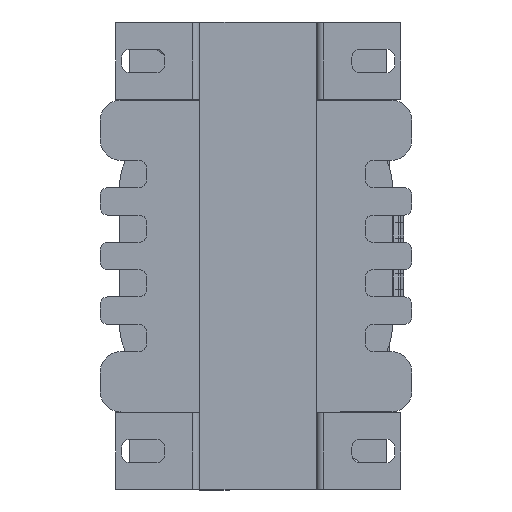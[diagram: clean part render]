
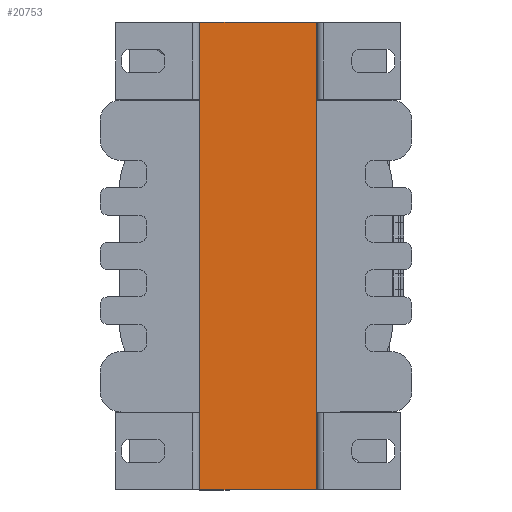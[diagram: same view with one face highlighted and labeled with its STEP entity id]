
A CAD part, front view. The second image highlights one B-rep face of the part: STEP entity #20753.
In plain terms, the highlighted planar face has unit normal (0, -1, 0).
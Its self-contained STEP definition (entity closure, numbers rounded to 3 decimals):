
#2104=FACE_OUTER_BOUND('',#3225,.T.);
#3225=EDGE_LOOP('',(#14008,#14009,#14010,#14011));
#4443=LINE('',#30114,#6747);
#4444=LINE('',#30117,#6748);
#4445=LINE('',#30119,#6749);
#4446=LINE('',#30120,#6750);
#6747=VECTOR('',#24151,10.);
#6748=VECTOR('',#24154,10.);
#6749=VECTOR('',#24155,10.);
#6750=VECTOR('',#24156,10.);
#9044=VERTEX_POINT('',#30107);
#9047=VERTEX_POINT('',#30112);
#9048=VERTEX_POINT('',#30116);
#9049=VERTEX_POINT('',#30118);
#10997=EDGE_CURVE('',#9044,#9047,#4443,.T.);
#10998=EDGE_CURVE('',#9048,#9044,#4444,.T.);
#10999=EDGE_CURVE('',#9049,#9047,#4445,.T.);
#11000=EDGE_CURVE('',#9048,#9049,#4446,.T.);
#14008=ORIENTED_EDGE('',*,*,#10998,.T.);
#14009=ORIENTED_EDGE('',*,*,#10997,.T.);
#14010=ORIENTED_EDGE('',*,*,#10999,.F.);
#14011=ORIENTED_EDGE('',*,*,#11000,.F.);
#19961=PLANE('',#22270);
#20753=ADVANCED_FACE('',(#2104),#19961,.T.);
#22270=AXIS2_PLACEMENT_3D('',#30115,#24152,#24153);
#24151=DIRECTION('',(1.,0.,0.));
#24152=DIRECTION('center_axis',(0.,-1.,0.));
#24153=DIRECTION('ref_axis',(0.,0.,-1.));
#24154=DIRECTION('',(0.,0.,-1.));
#24155=DIRECTION('',(0.,0.,-1.));
#24156=DIRECTION('',(1.,0.,0.));
#30107=CARTESIAN_POINT('',(0.,0.,0.));
#30112=CARTESIAN_POINT('',(60.,0.,0.));
#30114=CARTESIAN_POINT('',(0.,0.,0.));
#30115=CARTESIAN_POINT('Origin',(0.,0.,240.));
#30116=CARTESIAN_POINT('',(0.,0.,240.));
#30117=CARTESIAN_POINT('',(0.,0.,240.));
#30118=CARTESIAN_POINT('',(60.,0.,240.));
#30119=CARTESIAN_POINT('',(60.,0.,240.));
#30120=CARTESIAN_POINT('',(0.,0.,240.));
